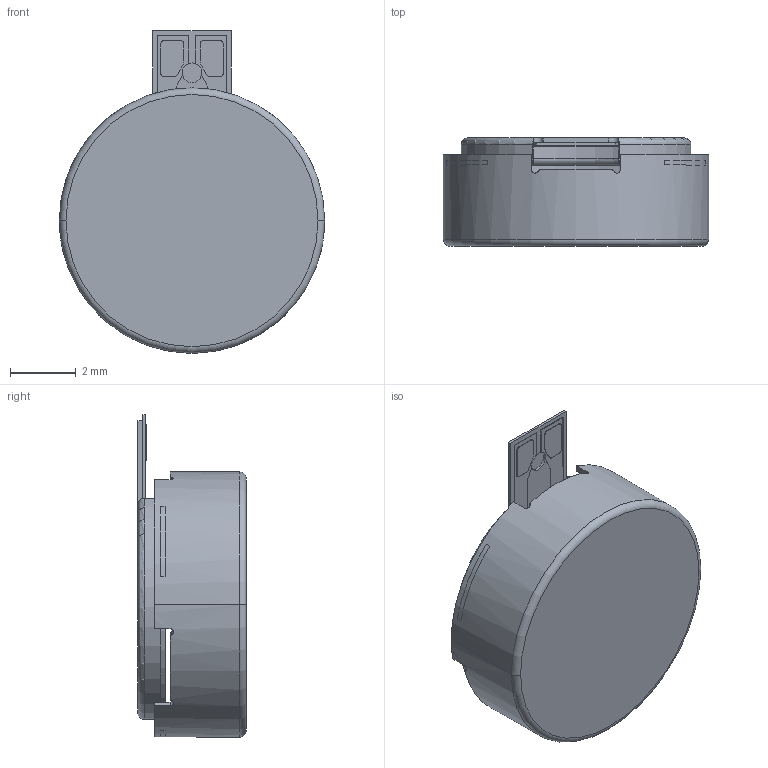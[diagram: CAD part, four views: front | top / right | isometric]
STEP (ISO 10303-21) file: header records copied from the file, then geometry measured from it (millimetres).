
FILE_DESCRIPTION((''),'2;1');
FILE_NAME('MT_ASM','2016-12-19T',('14689'),(''),'PRO/ENGINEER BY PARAMETRIC TECHNOLOGY CORPORATION, 2009360','PRO/ENGINEER BY PARAMETRIC TECHNOLOGY CORPORATION, 2009360','');
FILE_SCHEMA(('CONFIG_CONTROL_DESIGN'));
Length unit declared in the file: millimetre
Products named in the file (6): JK002; XK004; RB002; JIAOSHUI; XKJ002_ASM; MT_ASM
Assembly tree (5 placements, depth 3):
  MT_ASM
    JK002
    XKJ002_ASM
      XK004
      RB002
      JIAOSHUI
Bounding box: 8.08 x 3.3 x 9.82 mm (x, y, z)
Volume: 29.9 mm3; surface area: 405.7 mm2
Topology: 4 solids, 4 shells, 150 faces, 418 edges, 278 vertices
Faces by surface type: cylinder 75, plane 70, torus 5
Entity records: 5230 total; most frequent: CARTESIAN_POINT 1126, DIRECTION 865, ORIENTED_EDGE 836, EDGE_CURVE 418, AXIS2_PLACEMENT_3D 319, VERTEX_POINT 278, VECTOR 227, LINE 227
